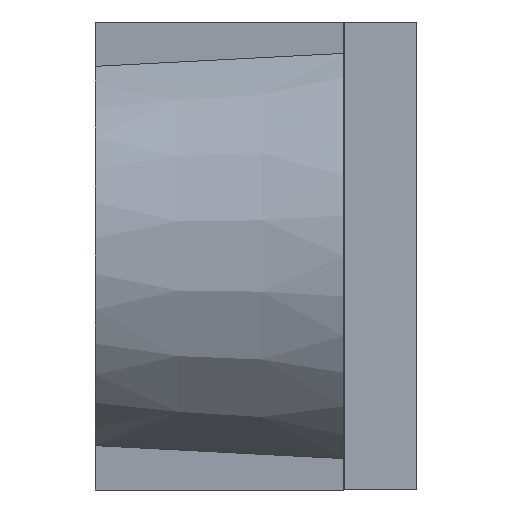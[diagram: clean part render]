
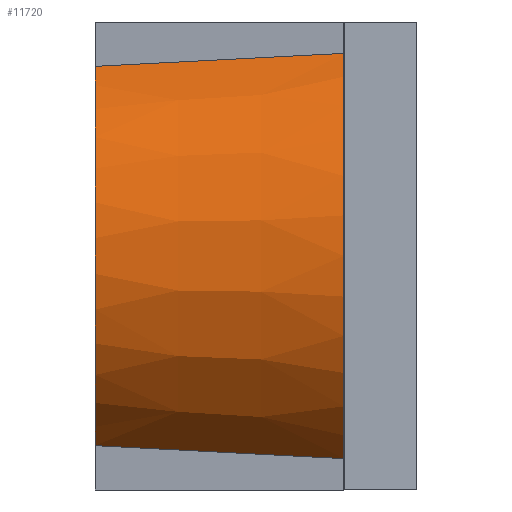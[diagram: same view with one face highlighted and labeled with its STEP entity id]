
A CAD part, left-side view. The second image highlights one B-rep face of the part: STEP entity #11720.
In plain terms, the highlighted conical face has half-angle 5 degrees and reference radius 0.726 mm.
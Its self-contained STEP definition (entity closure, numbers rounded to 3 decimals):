
#1809 = CARTESIAN_POINT ( 'NONE',  ( 0., 0.975, 0. ) ) ;
#1810 = DIRECTION ( 'NONE',  ( 0., -1., 0. ) ) ;
#1811 = DIRECTION ( 'NONE',  ( 0., 0., -1. ) ) ;
#2221 = EDGE_CURVE ( 'NONE', #8430, #8433, #12188, .T. ) ;
#2225 = EDGE_CURVE ( 'NONE', #8429, #8430, #10748, .T. ) ;
#2232 = EDGE_CURVE ( 'NONE', #8434, #8433, #10750, .T. ) ;
#2233 = EDGE_CURVE ( 'NONE', #8429, #8434, #2256, .T. ) ;
#2256 = B_SPLINE_CURVE_WITH_KNOTS ( 'NONE', 3,
 ( #3169, #3170, #3171, #3172 ),
 .UNSPECIFIED., .F., .F.,
 ( 4, 4 ),
 ( 0., 0.001 ),
 .UNSPECIFIED. ) ;
#3100 = CARTESIAN_POINT ( 'NONE',  ( -0.4, 0.125, -0.693 ) ) ;
#3131 = CARTESIAN_POINT ( 'NONE',  ( -0.375, 0.408, -0.679 ) ) ;
#3132 = CARTESIAN_POINT ( 'NONE',  ( -0.35, 0.692, -0.664 ) ) ;
#3133 = CARTESIAN_POINT ( 'NONE',  ( -0.326, 0.975, -0.648 ) ) ;
#3134 = CARTESIAN_POINT ( 'NONE',  ( 0., 0.125, 0. ) ) ;
#3144 = DIRECTION ( 'NONE',  ( 0., -1., 0. ) ) ;
#3145 = DIRECTION ( 'NONE',  ( -1., 0., 0. ) ) ;
#3166 = CARTESIAN_POINT ( 'NONE',  ( 0., 0.975, 0. ) ) ;
#3167 = DIRECTION ( 'NONE',  ( 0., -1., 0. ) ) ;
#3168 = DIRECTION ( 'NONE',  ( 0., 0., -1. ) ) ;
#3169 = CARTESIAN_POINT ( 'NONE',  ( -0.4, 0.125, 0.693 ) ) ;
#3170 = CARTESIAN_POINT ( 'NONE',  ( -0.375, 0.408, 0.679 ) ) ;
#3171 = CARTESIAN_POINT ( 'NONE',  ( -0.35, 0.692, 0.664 ) ) ;
#3172 = CARTESIAN_POINT ( 'NONE',  ( -0.326, 0.975, 0.648 ) ) ;
#3522 = CARTESIAN_POINT ( 'NONE',  ( -0.4, 0.125, 0.693 ) ) ;
#3523 = CARTESIAN_POINT ( 'NONE',  ( -0.4, 0.125, -0.693 ) ) ;
#3526 = CARTESIAN_POINT ( 'NONE',  ( -0.326, 0.975, -0.648 ) ) ;
#3527 = CARTESIAN_POINT ( 'NONE',  ( -0.326, 0.975, 0.648 ) ) ;
#5713 = FACE_OUTER_BOUND ( 'NONE', #7312, .T. ) ;
#5719 = AXIS2_PLACEMENT_3D ( 'NONE', #1809, #1810, #1811 ) ;
#7312 = EDGE_LOOP ( 'NONE', ( #7595, #7608, #7596, #7606 ) ) ;
#7595 = ORIENTED_EDGE ( 'NONE', *, *, #2221, .F. ) ;
#7596 = ORIENTED_EDGE ( 'NONE', *, *, #2233, .T. ) ;
#7606 = ORIENTED_EDGE ( 'NONE', *, *, #2232, .T. ) ;
#7608 = ORIENTED_EDGE ( 'NONE', *, *, #2225, .F. ) ;
#8429 = VERTEX_POINT ( 'NONE', #3522 ) ;
#8430 = VERTEX_POINT ( 'NONE', #3523 ) ;
#8433 = VERTEX_POINT ( 'NONE', #3526 ) ;
#8434 = VERTEX_POINT ( 'NONE', #3527 ) ;
#8941 = AXIS2_PLACEMENT_3D ( 'NONE', #3134, #3144, #3145 ) ;
#8945 = AXIS2_PLACEMENT_3D ( 'NONE', #3166, #3167, #3168 ) ;
#10748 = CIRCLE ( 'NONE', #8941, 0.8 ) ;
#10750 = CIRCLE ( 'NONE', #8945, 0.726 ) ;
#10775 = CONICAL_SURFACE ( 'NONE', #5719, 0.726, 0.087 ) ;
#11720 = ADVANCED_FACE ( 'NONE', ( #5713 ), #10775, .T. ) ;
#12188 = B_SPLINE_CURVE_WITH_KNOTS ( 'NONE', 3,
 ( #3100, #3131, #3132, #3133 ),
 .UNSPECIFIED., .F., .F.,
 ( 4, 4 ),
 ( 0., 0.001 ),
 .UNSPECIFIED. ) ;
